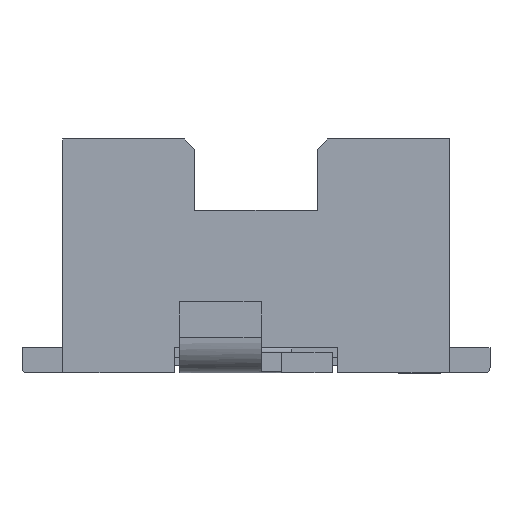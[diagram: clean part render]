
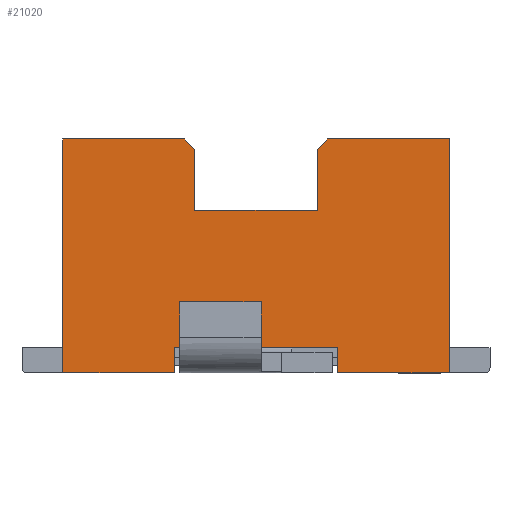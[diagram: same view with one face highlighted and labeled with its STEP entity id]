
A CAD part, left-side view. The second image highlights one B-rep face of the part: STEP entity #21020.
In plain terms, the highlighted face is planar.
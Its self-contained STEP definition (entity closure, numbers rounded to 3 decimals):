
#9670=CARTESIAN_POINT('',(-11.51,2.55,3.68));
#9680=VERTEX_POINT('',#9670);
#9710=CARTESIAN_POINT('',(-11.51,2.55,3.68));
#9720=DIRECTION('',(1.,0.,0.));
#9730=VECTOR('',#9720,1.);
#9740=LINE('',#9710,#9730);
#9750=CARTESIAN_POINT('',(-10.31,2.55,3.68));
#9760=VERTEX_POINT('',#9750);
#9770=EDGE_CURVE('',#9680,#9760,#9740,.T.);
#10820=CARTESIAN_POINT('',(-10.31,0.25,3.68));
#10830=DIRECTION('',(0.,1.,0.));
#10840=VECTOR('',#10830,1.);
#10850=LINE('',#10820,#10840);
#10860=CARTESIAN_POINT('',(-10.31,0.25,3.68));
#10870=VERTEX_POINT('',#10860);
#10880=EDGE_CURVE('',#10870,#9760,#10850,.T.);
#19640=CARTESIAN_POINT('',(-10.31,0.25,3.68));
#19650=DIRECTION('',(-1.,0.,0.));
#19660=VECTOR('',#19650,1.);
#19670=LINE('',#19640,#19660);
#19680=CARTESIAN_POINT('',(-11.41,0.25,3.68));
#19690=VERTEX_POINT('',#19680);
#19700=EDGE_CURVE('',#10870,#19690,#19670,.T.);
#19860=CARTESIAN_POINT('',(-11.41,0.25,3.68));
#19870=DIRECTION('',(0.,1.,0.));
#19880=VECTOR('',#19870,1.);
#19890=LINE('',#19860,#19880);
#19900=CARTESIAN_POINT('',(-11.41,0.5,3.68));
#19910=VERTEX_POINT('',#19900);
#19920=EDGE_CURVE('',#19690,#19910,#19890,.T.);
#20130=CARTESIAN_POINT('',(-14.11,0.25,3.68));
#20140=DIRECTION('',(0.,0.,-1.));
#20150=DIRECTION('',(1.,0.,0.));
#20160=AXIS2_PLACEMENT_3D('',#20130,#20140,#20150);
#20170=PLANE('',#20160);
#20180=CARTESIAN_POINT('',(-12.91,2.55,3.68));
#20190=DIRECTION('',(0.707,-0.707,0.));
#20200=VECTOR('',#20190,1.);
#20210=LINE('',#20180,#20200);
#20220=CARTESIAN_POINT('',(-12.91,2.55,3.68));
#20230=VERTEX_POINT('',#20220);
#20240=CARTESIAN_POINT('',(-12.81,2.45,3.68));
#20250=VERTEX_POINT('',#20240);
#20260=EDGE_CURVE('',#20230,#20250,#20210,.T.);
#20270=ORIENTED_EDGE('',*,*,#20260,.T.);
#20280=CARTESIAN_POINT('',(-14.11,2.55,3.68));
#20290=DIRECTION('',(1.,0.,0.));
#20300=VECTOR('',#20290,1.);
#20310=LINE('',#20280,#20300);
#20320=CARTESIAN_POINT('',(-14.11,2.55,3.68));
#20330=VERTEX_POINT('',#20320);
#20340=EDGE_CURVE('',#20330,#20230,#20310,.T.);
#20350=ORIENTED_EDGE('',*,*,#20340,.T.);
#20360=CARTESIAN_POINT('',(-14.11,0.25,3.68));
#20370=DIRECTION('',(0.,1.,0.));
#20380=VECTOR('',#20370,1.);
#20390=LINE('',#20360,#20380);
#20400=CARTESIAN_POINT('',(-14.11,0.25,3.68));
#20410=VERTEX_POINT('',#20400);
#20420=EDGE_CURVE('',#20410,#20330,#20390,.T.);
#20430=ORIENTED_EDGE('',*,*,#20420,.T.);
#20440=CARTESIAN_POINT('',(-13.01,0.25,3.68));
#20450=DIRECTION('',(-1.,0.,0.));
#20460=VECTOR('',#20450,1.);
#20470=LINE('',#20440,#20460);
#20480=CARTESIAN_POINT('',(-13.01,0.25,3.68));
#20490=VERTEX_POINT('',#20480);
#20500=EDGE_CURVE('',#20490,#20410,#20470,.T.);
#20510=ORIENTED_EDGE('',*,*,#20500,.T.);
#20520=CARTESIAN_POINT('',(-13.01,0.5,3.68));
#20530=DIRECTION('',(0.,-1.,0.));
#20540=VECTOR('',#20530,1.);
#20550=LINE('',#20520,#20540);
#20560=CARTESIAN_POINT('',(-13.01,0.5,3.68));
#20570=VERTEX_POINT('',#20560);
#20580=EDGE_CURVE('',#20570,#20490,#20550,.T.);
#20590=ORIENTED_EDGE('',*,*,#20580,.T.);
#20600=CARTESIAN_POINT('',(-11.41,0.5,3.68));
#20610=DIRECTION('',(-1.,0.,0.));
#20620=VECTOR('',#20610,1.);
#20630=LINE('',#20600,#20620);
#20640=EDGE_CURVE('',#19910,#20570,#20630,.T.);
#20650=ORIENTED_EDGE('',*,*,#20640,.T.);
#20660=ORIENTED_EDGE('',*,*,#19920,.T.);
#20670=ORIENTED_EDGE('',*,*,#19700,.T.);
#20680=ORIENTED_EDGE('',*,*,#10880,.F.);
#20690=ORIENTED_EDGE('',*,*,#9770,.T.);
#20700=CARTESIAN_POINT('',(-11.61,2.45,3.68));
#20710=DIRECTION('',(0.707,0.707,0.));
#20720=VECTOR('',#20710,1.);
#20730=LINE('',#20700,#20720);
#20740=CARTESIAN_POINT('',(-11.61,2.45,3.68));
#20750=VERTEX_POINT('',#20740);
#20760=EDGE_CURVE('',#20750,#9680,#20730,.T.);
#20770=ORIENTED_EDGE('',*,*,#20760,.T.);
#20780=CARTESIAN_POINT('',(-11.61,2.45,3.68));
#20790=DIRECTION('',(0.,-1.,0.));
#20800=VECTOR('',#20790,1.);
#20810=LINE('',#20780,#20800);
#20820=CARTESIAN_POINT('',(-11.61,1.85,3.68));
#20830=VERTEX_POINT('',#20820);
#20840=EDGE_CURVE('',#20750,#20830,#20810,.T.);
#20850=ORIENTED_EDGE('',*,*,#20840,.F.);
#20860=CARTESIAN_POINT('',(-12.81,1.85,3.68));
#20870=DIRECTION('',(1.,0.,0.));
#20880=VECTOR('',#20870,1.);
#20890=LINE('',#20860,#20880);
#20900=CARTESIAN_POINT('',(-12.81,1.85,3.68));
#20910=VERTEX_POINT('',#20900);
#20920=EDGE_CURVE('',#20910,#20830,#20890,.T.);
#20930=ORIENTED_EDGE('',*,*,#20920,.T.);
#20940=CARTESIAN_POINT('',(-12.81,1.85,3.68));
#20950=DIRECTION('',(0.,1.,0.));
#20960=VECTOR('',#20950,1.);
#20970=LINE('',#20940,#20960);
#20980=EDGE_CURVE('',#20910,#20250,#20970,.T.);
#20990=ORIENTED_EDGE('',*,*,#20980,.F.);
#21000=EDGE_LOOP('',(#20990,#20930,#20850,#20770,#20690,#20680,#20670,
#20660,#20650,#20590,#20510,#20430,#20350,#20270));
#21010=FACE_OUTER_BOUND('',#21000,.T.);
#21020=ADVANCED_FACE('',(#21010),#20170,.T.);
